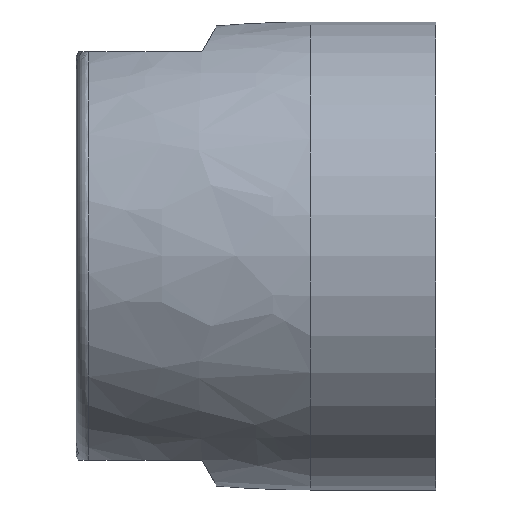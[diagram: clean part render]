
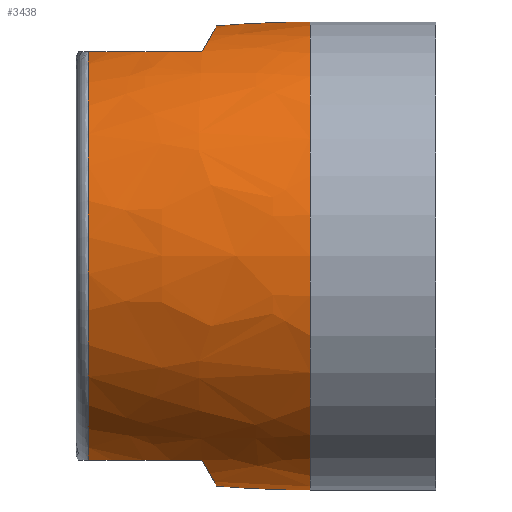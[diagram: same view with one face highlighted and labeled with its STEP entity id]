
A CAD part, top view. The second image highlights one B-rep face of the part: STEP entity #3438.
In plain terms, the highlighted free-form (B-spline) face has degree [3, 3] with [7, 4] control points.
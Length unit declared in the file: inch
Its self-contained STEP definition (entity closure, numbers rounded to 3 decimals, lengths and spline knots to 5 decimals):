
#34=CARTESIAN_POINT('',(-0.52704,0.,0.));
#35=DIRECTION('',(-1.,0.,0.));
#36=DIRECTION('',(0.,-0.966,0.259));
#37=AXIS2_PLACEMENT_3D('',#34,#35,#36);
#71=CARTESIAN_POINT('',(-0.52704,0.8125,0.21748));
#72=CARTESIAN_POINT('',(-0.51195,0.8125,0.22943));
#73=CARTESIAN_POINT('',(-0.47893,0.8125,0.2531));
#74=CARTESIAN_POINT('',(-0.42099,0.8125,0.28736));
#75=CARTESIAN_POINT('',(-0.35324,0.8125,0.32058));
#76=CARTESIAN_POINT('',(-0.27462,0.8125,0.35234));
#77=CARTESIAN_POINT('',(-0.18326,0.8125,0.38224));
#78=CARTESIAN_POINT('',(-0.11269,0.8125,0.40027));
#79=CARTESIAN_POINT('',(-0.075,0.8125,0.40852));
#81=CARTESIAN_POINT('',(-0.01592,0.91482,0.));
#82=CARTESIAN_POINT('',(-0.01592,0.91482,
0.0234));
#83=CARTESIAN_POINT('',(-0.01701,0.91295,
0.0701));
#84=CARTESIAN_POINT('',(-0.02194,0.9044,
0.14029));
#85=CARTESIAN_POINT('',(-0.03014,0.89021,
0.20943));
#86=CARTESIAN_POINT('',(-0.04162,0.87032,
0.27756));
#87=CARTESIAN_POINT('',(-0.05645,0.84464,
0.34439));
#88=CARTESIAN_POINT('',(-0.06845,0.82385,
0.38738));
#89=CARTESIAN_POINT('',(-0.075,0.8125,0.40852));
#91=CARTESIAN_POINT('',(0.355,0.,0.));
#92=DIRECTION('',(1.,0.,0.));
#93=DIRECTION('',(0.,1.,0.));
#94=AXIS2_PLACEMENT_3D('',#91,#92,#93);
#96=CARTESIAN_POINT('',(-0.075,-0.8125,0.40852));
#97=CARTESIAN_POINT('',(-0.06845,-0.82385,
0.38738));
#98=CARTESIAN_POINT('',(-0.05645,-0.84464,
0.34439));
#99=CARTESIAN_POINT('',(-0.04162,-0.87032,
0.27756));
#100=CARTESIAN_POINT('',(-0.03014,-0.89021,
0.20942));
#101=CARTESIAN_POINT('',(-0.02194,-0.9044,
0.1403));
#102=CARTESIAN_POINT('',(-0.01701,-0.91295,
0.0701));
#103=CARTESIAN_POINT('',(-0.01592,-0.91482,
0.0234));
#104=CARTESIAN_POINT('',(-0.01592,-0.91482,0.));
#106=CARTESIAN_POINT('',(-0.52704,-0.8125,0.21748));
#107=CARTESIAN_POINT('',(-0.51194,-0.8125,0.22943));
#108=CARTESIAN_POINT('',(-0.47892,-0.8125,0.25311));
#109=CARTESIAN_POINT('',(-0.42098,-0.8125,0.28737));
#110=CARTESIAN_POINT('',(-0.35322,-0.8125,0.32059));
#111=CARTESIAN_POINT('',(-0.27462,-0.8125,0.35234));
#112=CARTESIAN_POINT('',(-0.18326,-0.8125,0.38224));
#113=CARTESIAN_POINT('',(-0.11268,-0.8125,0.40027));
#114=CARTESIAN_POINT('',(-0.075,-0.8125,0.40852));
#150=CARTESIAN_POINT('',(0.355,3.46548,0.));
#151=DIRECTION('',(0.,0.,-1.));
#152=DIRECTION('',(0.,-1.,0.));
#153=AXIS2_PLACEMENT_3D('',#150,#151,#152);
#160=CARTESIAN_POINT('',(0.355,-3.46548,0.));
#161=DIRECTION('',(0.,0.,1.));
#162=DIRECTION('',(0.,1.,0.));
#163=AXIS2_PLACEMENT_3D('',#160,#161,#162);
#3263=VERTEX_POINT('',#71);
#3264=VERTEX_POINT('',#79);
#3265=VERTEX_POINT('',#81);
#3266=VERTEX_POINT('',#106);
#3267=VERTEX_POINT('',#114);
#3268=VERTEX_POINT('',#104);
#3273=CARTESIAN_POINT('',(0.355,0.9305,0.));
#3274=VERTEX_POINT('',#3273);
#3275=CARTESIAN_POINT('',(0.355,-0.9305,0.));
#3276=VERTEX_POINT('',#3275);
#3393=CARTESIAN_POINT('',(-0.54443,0.83585,
-0.05259));
#3394=CARTESIAN_POINT('',(-0.24253,0.89883,
-0.05655));
#3395=CARTESIAN_POINT('',(0.06433,0.92987,
-0.0585));
#3396=CARTESIAN_POINT('',(0.37276,0.92863,
-0.05842));
#3397=CARTESIAN_POINT('',(-0.54443,0.86821,
0.46179));
#3398=CARTESIAN_POINT('',(-0.24253,0.93363,
0.49659));
#3399=CARTESIAN_POINT('',(0.06433,0.96587,
0.51374));
#3400=CARTESIAN_POINT('',(0.37276,0.96458,
0.51305));
#3401=CARTESIAN_POINT('',(-0.54443,0.5154,
0.8375));
#3402=CARTESIAN_POINT('',(-0.24253,0.55423,
0.90061));
#3403=CARTESIAN_POINT('',(0.06433,0.57337,
0.93171));
#3404=CARTESIAN_POINT('',(0.37276,0.57261,
0.93046));
#3405=CARTESIAN_POINT('',(-0.54443,0.,0.8375));
#3406=CARTESIAN_POINT('',(-0.24253,0.,0.90061));
#3407=CARTESIAN_POINT('',(0.06433,0.,0.93171));
#3408=CARTESIAN_POINT('',(0.37276,0.,0.93046));
#3409=CARTESIAN_POINT('',(-0.54443,-0.5154,
0.8375));
#3410=CARTESIAN_POINT('',(-0.24253,-0.55423,
0.90061));
#3411=CARTESIAN_POINT('',(0.06433,-0.57337,
0.93171));
#3412=CARTESIAN_POINT('',(0.37276,-0.57261,
0.93046));
#3413=CARTESIAN_POINT('',(-0.54443,-0.86821,
0.46179));
#3414=CARTESIAN_POINT('',(-0.24253,-0.93363,
0.49659));
#3415=CARTESIAN_POINT('',(0.06433,-0.96587,
0.51374));
#3416=CARTESIAN_POINT('',(0.37276,-0.96458,
0.51305));
#3417=CARTESIAN_POINT('',(-0.54443,-0.83585,
-0.05259));
#3418=CARTESIAN_POINT('',(-0.24253,-0.89883,
-0.05655));
#3419=CARTESIAN_POINT('',(0.06433,-0.92987,
-0.0585));
#3420=CARTESIAN_POINT('',(0.37276,-0.92863,
-0.05842));
#3421=(BOUNDED_SURFACE()B_SPLINE_SURFACE(3,3,((#3393,#3394,#3395,#3396),(#3397,
#3398,#3399,#3400),(#3401,#3402,#3403,#3404),(#3405,#3406,#3407,#3408),(#3409,
#3410,#3411,#3412),(#3413,#3414,#3415,#3416),(#3417,#3418,#3419,#3420)),
.UNSPECIFIED.,.F.,.F.,.F.)B_SPLINE_SURFACE_WITH_KNOTS((4,3,4),(4,4),(0.,1.,
2.),(0.,1.),.UNSPECIFIED.)GEOMETRIC_REPRESENTATION_ITEM()RATIONAL_B_SPLINE_SURFACE(((1.191,1.186,1.186,1.191),(
0.94,0.937,0.937,0.94),(
0.94,0.937,0.937,0.94),(
1.191,1.186,1.186,1.191),(
0.94,0.937,0.937,0.94),(
0.94,0.937,0.937,0.94),(
1.191,1.186,1.186,1.191)))REPRESENTATION_ITEM('')SURFACE());
#3422=ORIENTED_EDGE('',*,*,#3381,.T.);
#3424=ORIENTED_EDGE('',*,*,#3423,.F.);
#3426=ORIENTED_EDGE('',*,*,#3425,.F.);
#3428=ORIENTED_EDGE('',*,*,#3427,.T.);
#3430=ORIENTED_EDGE('',*,*,#3429,.T.);
#3432=ORIENTED_EDGE('',*,*,#3431,.F.);
#3434=ORIENTED_EDGE('',*,*,#3433,.F.);
#3435=ORIENTED_EDGE('',*,*,#3364,.T.);
#3436=EDGE_LOOP('',(#3422,#3424,#3426,#3428,#3430,#3432,#3434,#3435));
#3437=FACE_OUTER_BOUND('',#3436,.F.);
#3438=ADVANCED_FACE('',(#3437),#3421,.T.);
#38=CIRCLE('',#37,0.8411);
#80=B_SPLINE_CURVE_WITH_KNOTS('',3,(#71,#72,#73,#74,#75,#76,#77,#78,#79),
.UNSPECIFIED.,.F.,.F.,(4,1,1,1,1,1,4),(0.,0.16667,0.33333,
0.5,0.66667,0.83333,1.),.UNSPECIFIED.);
#90=B_SPLINE_CURVE_WITH_KNOTS('',3,(#81,#82,#83,#84,#85,#86,#87,#88,#89),
.UNSPECIFIED.,.F.,.F.,(4,1,1,1,1,1,4),(0.,0.16667,0.33333,
0.5,0.66667,0.83333,1.),.UNSPECIFIED.);
#95=CIRCLE('',#94,0.9305);
#105=B_SPLINE_CURVE_WITH_KNOTS('',3,(#96,#97,#98,#99,#100,#101,#102,#103,#104),
.UNSPECIFIED.,.F.,.F.,(4,1,1,1,1,1,4),(0.,0.16667,0.33333,
0.5,0.66667,0.83333,1.),.UNSPECIFIED.);
#115=B_SPLINE_CURVE_WITH_KNOTS('',3,(#106,#107,#108,#109,#110,#111,#112,#113,
#114),.UNSPECIFIED.,.F.,.F.,(4,1,1,1,1,1,4),(0.,0.16667,
0.33333,0.5,0.66667,0.83333,1.),
.UNSPECIFIED.);
#154=CIRCLE('',#153,4.39598);
#164=CIRCLE('',#163,4.39598);
#3364=EDGE_CURVE('',#3266,#3263,#38,.T.);
#3381=EDGE_CURVE('',#3263,#3264,#80,.T.);
#3423=EDGE_CURVE('',#3265,#3264,#90,.T.);
#3425=EDGE_CURVE('',#3274,#3265,#164,.T.);
#3427=EDGE_CURVE('',#3274,#3276,#95,.T.);
#3429=EDGE_CURVE('',#3276,#3268,#154,.T.);
#3431=EDGE_CURVE('',#3267,#3268,#105,.T.);
#3433=EDGE_CURVE('',#3266,#3267,#115,.T.);
